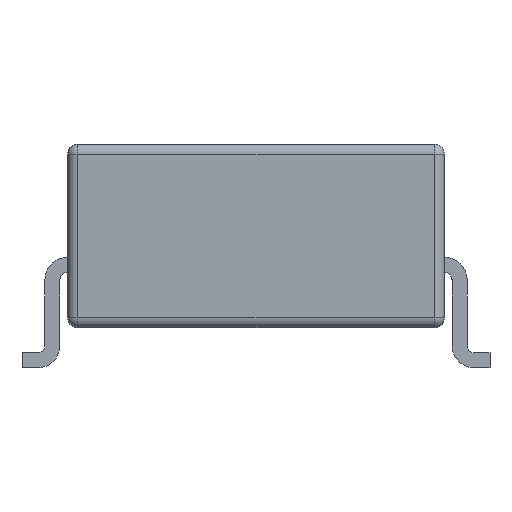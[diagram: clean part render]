
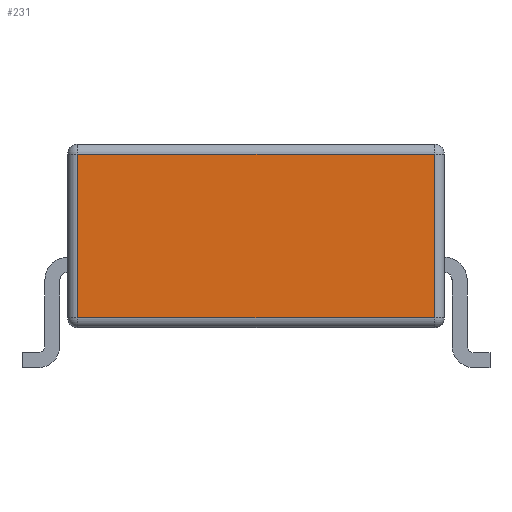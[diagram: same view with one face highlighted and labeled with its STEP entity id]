
A CAD part, front view. The second image highlights one B-rep face of the part: STEP entity #231.
In plain terms, the highlighted planar face has unit normal (0, -1, 0).
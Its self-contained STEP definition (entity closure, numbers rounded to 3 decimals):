
#13=DIRECTION('',(0.,0.,1.));
#14=DIRECTION('',(1.,0.,0.));
#96=VECTOR('',#13,1.);
#102=CARTESIAN_POINT('',(-3.745,-13.69,1.));
#104=DIRECTION('',(0.,1.,0.));
#114=CARTESIAN_POINT('',(-3.745,-13.69,4.25));
#117=CARTESIAN_POINT('',(-3.745,-13.69,0.8));
#123=VERTEX_POINT('',#124);
#124=CARTESIAN_POINT('',(-3.545,-13.69,1.));
#129=ORIENTED_EDGE('',*,*,#130,.T.);
#130=EDGE_CURVE('',#123,#131,#133,.T.);
#131=VERTEX_POINT('',#132);
#132=CARTESIAN_POINT('',(-3.545,-13.69,4.25));
#133=LINE('',#134,#96);
#134=CARTESIAN_POINT('',(-3.545,-13.69,0.8));
#231=ADVANCED_FACE('',(#232),#249,.F.);
#232=FACE_BOUND('',#233,.F.);
#233=EDGE_LOOP('',(#129,#234,#240,#246));
#234=ORIENTED_EDGE('',*,*,#235,.T.);
#235=EDGE_CURVE('',#131,#236,#238,.T.);
#236=VERTEX_POINT('',#237);
#237=CARTESIAN_POINT('',(3.545,-13.69,4.25));
#238=LINE('',#114,#239);
#239=VECTOR('',#14,1.);
#240=ORIENTED_EDGE('',*,*,#241,.F.);
#241=EDGE_CURVE('',#242,#236,#244,.T.);
#242=VERTEX_POINT('',#243);
#243=CARTESIAN_POINT('',(3.545,-13.69,1.));
#244=LINE('',#245,#96);
#245=CARTESIAN_POINT('',(3.545,-13.69,0.8));
#246=ORIENTED_EDGE('',*,*,#247,.F.);
#247=EDGE_CURVE('',#123,#242,#248,.T.);
#248=LINE('',#102,#239);
#249=PLANE('',#250);
#250=AXIS2_PLACEMENT_3D('',#117,#104,#13);
